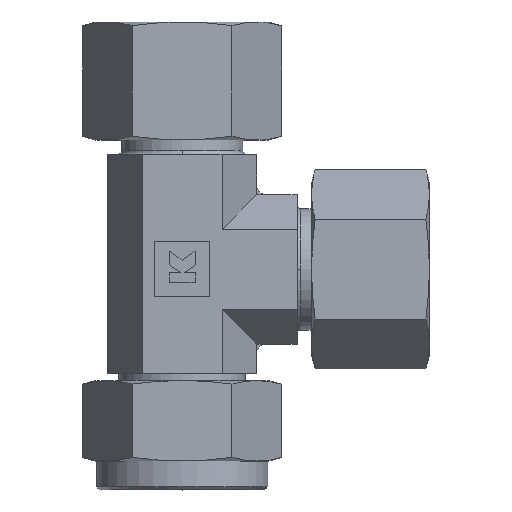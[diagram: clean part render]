
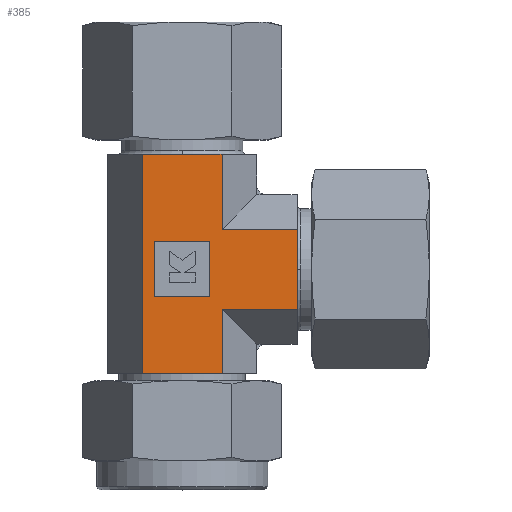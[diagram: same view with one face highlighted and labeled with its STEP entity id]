
A CAD part, top view. The second image highlights one B-rep face of the part: STEP entity #385.
In plain terms, the highlighted planar face has unit normal (0, 0, 1).
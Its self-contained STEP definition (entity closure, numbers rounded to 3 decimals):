
#385 = ADVANCED_FACE( '', ( #754, #755 ), #756, .T. );
#754 = FACE_BOUND( '', #1265, .T. );
#755 = FACE_OUTER_BOUND( '', #1266, .T. );
#756 = PLANE( '', #1267 );
#1265 = EDGE_LOOP( '', ( #2436, #2437, #2438, #2439 ) );
#1266 = EDGE_LOOP( '', ( #2440, #2441, #2442, #2443, #2444, #2445, #2446, #2447 ) );
#1267 = AXIS2_PLACEMENT_3D( '', #2448, #2449, #2450 );
#2436 = ORIENTED_EDGE( '', *, *, #3551, .T. );
#2437 = ORIENTED_EDGE( '', *, *, #3555, .T. );
#2438 = ORIENTED_EDGE( '', *, *, #3558, .T. );
#2439 = ORIENTED_EDGE( '', *, *, #3560, .T. );
#2440 = ORIENTED_EDGE( '', *, *, #3648, .T. );
#2441 = ORIENTED_EDGE( '', *, *, #3576, .T. );
#2442 = ORIENTED_EDGE( '', *, *, #3649, .F. );
#2443 = ORIENTED_EDGE( '', *, *, #3650, .T. );
#2444 = ORIENTED_EDGE( '', *, *, #3610, .T. );
#2445 = ORIENTED_EDGE( '', *, *, #3651, .F. );
#2446 = ORIENTED_EDGE( '', *, *, #3652, .T. );
#2447 = ORIENTED_EDGE( '', *, *, #3653, .T. );
#2448 = CARTESIAN_POINT( '', ( 0., -6.928, 12. ) );
#2449 = DIRECTION( '', ( 0., 0., 1. ) );
#2450 = DIRECTION( '', ( 0., -1., 0. ) );
#3551 = EDGE_CURVE( '', #4300, #4298, #4301, .T. );
#3555 = EDGE_CURVE( '', #4298, #4305, #4307, .T. );
#3558 = EDGE_CURVE( '', #4305, #4310, #4312, .T. );
#3560 = EDGE_CURVE( '', #4310, #4300, #4314, .T. );
#3576 = EDGE_CURVE( '', #4333, #4330, #4334, .T. );
#3610 = EDGE_CURVE( '', #4386, #4384, #4387, .T. );
#3648 = EDGE_CURVE( '', #4436, #4333, #4437, .T. );
#3649 = EDGE_CURVE( '', #4438, #4330, #4439, .T. );
#3650 = EDGE_CURVE( '', #4438, #4386, #4440, .T. );
#3651 = EDGE_CURVE( '', #4441, #4384, #4442, .T. );
#3652 = EDGE_CURVE( '', #4441, #4443, #4444, .T. );
#3653 = EDGE_CURVE( '', #4443, #4436, #4445, .T. );
#4298 = VERTEX_POINT( '', #5347 );
#4300 = VERTEX_POINT( '', #5350 );
#4301 = LINE( '', #5351, #5352 );
#4305 = VERTEX_POINT( '', #5358 );
#4307 = LINE( '', #5361, #5362 );
#4310 = VERTEX_POINT( '', #5366 );
#4312 = LINE( '', #5369, #5370 );
#4314 = LINE( '', #5373, #5374 );
#4330 = VERTEX_POINT( '', #5390 );
#4333 = VERTEX_POINT( '', #5394 );
#4334 = LINE( '', #5395, #5396 );
#4384 = VERTEX_POINT( '', #5454 );
#4386 = VERTEX_POINT( '', #5457 );
#4387 = LINE( '', #5458, #5459 );
#4436 = VERTEX_POINT( '', #5698 );
#4437 = LINE( '', #5699, #5700 );
#4438 = VERTEX_POINT( '', #5701 );
#4439 = LINE( '', #5702, #5703 );
#4440 = LINE( '', #5704, #5705 );
#4441 = VERTEX_POINT( '', #5706 );
#4442 = LINE( '', #5707, #5708 );
#4443 = VERTEX_POINT( '', #5709 );
#4444 = LINE( '', #5710, #5711 );
#4445 = LINE( '', #5712, #5713 );
#5347 = CARTESIAN_POINT( '', ( -4.8, 4.8, 12. ) );
#5350 = CARTESIAN_POINT( '', ( -4.8, -4.8, 12. ) );
#5351 = CARTESIAN_POINT( '', ( -4.8, -5.864, 12. ) );
#5352 = VECTOR( '', #6948, 1. );
#5358 = CARTESIAN_POINT( '', ( 4.8, 4.8, 12. ) );
#5361 = CARTESIAN_POINT( '', ( -2.4, 4.8, 12. ) );
#5362 = VECTOR( '', #6952, 1. );
#5366 = CARTESIAN_POINT( '', ( 4.8, -4.8, 12. ) );
#5369 = CARTESIAN_POINT( '', ( 4.8, -1.064, 12. ) );
#5370 = VECTOR( '', #6955, 1. );
#5373 = CARTESIAN_POINT( '', ( 2.4, -4.8, 12. ) );
#5374 = VECTOR( '', #6957, 1. );
#5390 = CARTESIAN_POINT( '', ( 20., 6.928, 12. ) );
#5394 = CARTESIAN_POINT( '', ( 20., -6.928, 12. ) );
#5395 = CARTESIAN_POINT( '', ( 20., 6.928, 12. ) );
#5396 = VECTOR( '', #7001, 1. );
#5454 = CARTESIAN_POINT( '', ( -6.928, 20., 12. ) );
#5457 = CARTESIAN_POINT( '', ( 6.928, 20., 12. ) );
#5458 = CARTESIAN_POINT( '', ( -6.928, 20., 12. ) );
#5459 = VECTOR( '', #7083, 1. );
#5698 = CARTESIAN_POINT( '', ( 6.928, -6.928, 12. ) );
#5699 = CARTESIAN_POINT( '', ( 0., -6.928, 12. ) );
#5700 = VECTOR( '', #7115, 1. );
#5701 = CARTESIAN_POINT( '', ( 6.928, 6.928, 12. ) );
#5702 = CARTESIAN_POINT( '', ( 0., 6.928, 12. ) );
#5703 = VECTOR( '', #7116, 1. );
#5704 = CARTESIAN_POINT( '', ( 6.928, -18.1, 12. ) );
#5705 = VECTOR( '', #7117, 1. );
#5706 = CARTESIAN_POINT( '', ( -6.928, -18.1, 12. ) );
#5707 = CARTESIAN_POINT( '', ( -6.928, -18.1, 12. ) );
#5708 = VECTOR( '', #7118, 1. );
#5709 = CARTESIAN_POINT( '', ( 6.928, -18.1, 12. ) );
#5710 = CARTESIAN_POINT( '', ( -6.928, -18.1, 12. ) );
#5711 = VECTOR( '', #7119, 1. );
#5712 = CARTESIAN_POINT( '', ( 6.928, -18.1, 12. ) );
#5713 = VECTOR( '', #7120, 1. );
#6948 = DIRECTION( '', ( 0., 1., 0. ) );
#6952 = DIRECTION( '', ( 1., 0., 0. ) );
#6955 = DIRECTION( '', ( 0., -1., 0. ) );
#6957 = DIRECTION( '', ( -1., 0., 0. ) );
#7001 = DIRECTION( '', ( 0., 1., 0. ) );
#7083 = DIRECTION( '', ( -1., 0., 0. ) );
#7115 = DIRECTION( '', ( 1., 0., 0. ) );
#7116 = DIRECTION( '', ( 1., 0., 0. ) );
#7117 = DIRECTION( '', ( 0., 1., 0. ) );
#7118 = DIRECTION( '', ( 0., 1., 0. ) );
#7119 = DIRECTION( '', ( 1., 0., 0. ) );
#7120 = DIRECTION( '', ( 0., 1., 0. ) );
